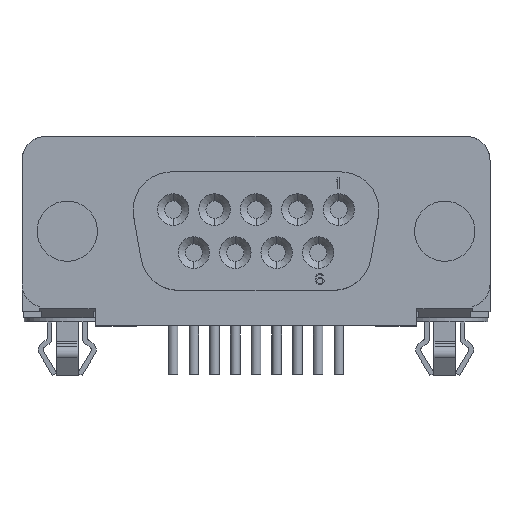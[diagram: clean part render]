
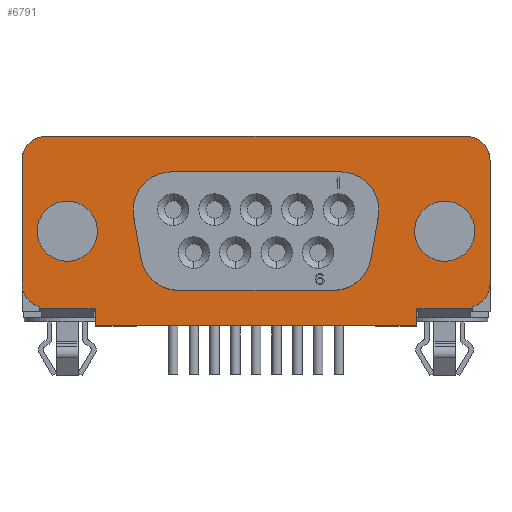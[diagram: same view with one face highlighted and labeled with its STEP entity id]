
A CAD part, top view. The second image highlights one B-rep face of the part: STEP entity #6791.
In plain terms, the highlighted planar face has unit normal (0, 0, 1).
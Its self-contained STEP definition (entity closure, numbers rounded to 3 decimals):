
#104=DIRECTION('',(0.,-1.,0.));
#105=VECTOR('',#104,8.185);
#106=CARTESIAN_POINT('',(-15.494,4.699,-6.071));
#107=LINE('',#106,#105);
#154=CARTESIAN_POINT('',(-5.598,1.382,-6.071));
#155=DIRECTION('',(0.,0.,1.));
#156=DIRECTION('',(0.,1.,0.));
#157=AXIS2_PLACEMENT_3D('',#154,#155,#156);
#159=DIRECTION('',(0.174,-0.985,0.));
#160=VECTOR('',#159,2.806);
#161=CARTESIAN_POINT('',(-8.1,0.941,-6.071));
#162=LINE('',#161,#160);
#163=CARTESIAN_POINT('',(-5.111,-1.382,-6.071));
#164=DIRECTION('',(0.,0.,1.));
#165=DIRECTION('',(-0.985,-0.174,0.));
#166=AXIS2_PLACEMENT_3D('',#163,#164,#165);
#168=DIRECTION('',(1.,0.,0.));
#169=VECTOR('',#168,10.222);
#170=CARTESIAN_POINT('',(-5.111,-3.922,-6.071));
#171=LINE('',#170,#169);
#172=CARTESIAN_POINT('',(5.111,-1.382,-6.071));
#173=DIRECTION('',(0.,0.,1.));
#174=DIRECTION('',(0.,-1.,0.));
#175=AXIS2_PLACEMENT_3D('',#172,#173,#174);
#177=DIRECTION('',(0.174,0.985,0.));
#178=VECTOR('',#177,2.806);
#179=CARTESIAN_POINT('',(7.612,-1.823,-6.071));
#180=LINE('',#179,#178);
#181=CARTESIAN_POINT('',(5.598,1.382,-6.071));
#182=DIRECTION('',(0.,0.,1.));
#183=DIRECTION('',(0.985,-0.174,0.));
#184=AXIS2_PLACEMENT_3D('',#181,#182,#183);
#186=DIRECTION('',(-1.,0.,0.));
#187=VECTOR('',#186,11.196);
#188=CARTESIAN_POINT('',(5.598,3.922,-6.071));
#189=LINE('',#188,#187);
#190=DIRECTION('',(0.,1.,0.));
#191=VECTOR('',#190,1.158);
#192=CARTESIAN_POINT('',(10.655,-6.274,-6.071));
#193=LINE('',#192,#191);
#194=DIRECTION('',(0.,1.,0.));
#195=VECTOR('',#194,1.158);
#196=CARTESIAN_POINT('',(-10.655,-6.274,-6.071));
#197=LINE('',#196,#195);
#198=DIRECTION('',(-1.,0.,0.));
#199=VECTOR('',#198,3.683);
#200=CARTESIAN_POINT('',(-10.655,-5.116,-6.071));
#201=LINE('',#200,#199);
#202=DIRECTION('',(0.,1.,0.));
#203=VECTOR('',#202,0.112);
#204=CARTESIAN_POINT('',(-14.338,-5.116,-6.071));
#205=LINE('',#204,#203);
#206=CARTESIAN_POINT('',(-13.919,-3.486,-6.071));
#207=DIRECTION('',(0.,0.,1.));
#208=DIRECTION('',(-1.,0.,0.));
#209=AXIS2_PLACEMENT_3D('',#206,#207,#208);
#211=CARTESIAN_POINT('',(-13.919,4.699,-6.071));
#212=DIRECTION('',(0.,0.,1.));
#213=DIRECTION('',(0.,1.,0.));
#214=AXIS2_PLACEMENT_3D('',#211,#212,#213);
#216=DIRECTION('',(1.,0.,0.));
#217=VECTOR('',#216,27.838);
#218=CARTESIAN_POINT('',(-13.919,6.274,-6.071));
#219=LINE('',#218,#217);
#220=CARTESIAN_POINT('',(13.919,4.699,-6.071));
#221=DIRECTION('',(0.,0.,1.));
#222=DIRECTION('',(1.,0.,0.));
#223=AXIS2_PLACEMENT_3D('',#220,#221,#222);
#225=CARTESIAN_POINT('',(13.919,-3.486,-6.071));
#226=DIRECTION('',(0.,0.,1.));
#227=DIRECTION('',(0.266,-0.964,0.));
#228=AXIS2_PLACEMENT_3D('',#225,#226,#227);
#230=DIRECTION('',(0.,-1.,0.));
#231=VECTOR('',#230,0.112);
#232=CARTESIAN_POINT('',(14.338,-5.004,-6.071));
#233=LINE('',#232,#231);
#234=DIRECTION('',(-1.,0.,0.));
#235=VECTOR('',#234,3.683);
#236=CARTESIAN_POINT('',(14.338,-5.116,-6.071));
#237=LINE('',#236,#235);
#238=CARTESIAN_POINT('',(12.497,0.,-6.071));
#239=DIRECTION('',(0.,0.,1.));
#240=DIRECTION('',(1.,0.,0.));
#241=AXIS2_PLACEMENT_3D('',#238,#239,#240);
#243=CARTESIAN_POINT('',(12.497,0.,-6.071));
#244=DIRECTION('',(0.,0.,1.));
#245=DIRECTION('',(-1.,0.,0.));
#246=AXIS2_PLACEMENT_3D('',#243,#244,#245);
#248=CARTESIAN_POINT('',(-12.497,0.,-6.071));
#249=DIRECTION('',(0.,0.,1.));
#250=DIRECTION('',(1.,0.,0.));
#251=AXIS2_PLACEMENT_3D('',#248,#249,#250);
#253=CARTESIAN_POINT('',(-12.497,0.,-6.071));
#254=DIRECTION('',(0.,0.,1.));
#255=DIRECTION('',(-1.,0.,0.));
#256=AXIS2_PLACEMENT_3D('',#253,#254,#255);
#1742=DIRECTION('',(1.,0.,0.));
#1743=VECTOR('',#1742,21.311);
#1744=CARTESIAN_POINT('',(-10.655,-6.274,-6.071));
#1745=LINE('',#1744,#1743);
#2576=DIRECTION('',(0.,-1.,0.));
#2577=VECTOR('',#2576,8.185);
#2578=CARTESIAN_POINT('',(15.494,4.699,-6.071));
#2579=LINE('',#2578,#2577);
#5186=CARTESIAN_POINT('',(-5.598,3.922,-6.071));
#5187=CARTESIAN_POINT('',(-8.1,0.941,-6.071));
#5188=VERTEX_POINT('',#5186);
#5189=VERTEX_POINT('',#5187);
#5190=CARTESIAN_POINT('',(-7.612,-1.823,-6.071));
#5191=VERTEX_POINT('',#5190);
#5192=CARTESIAN_POINT('',(-5.111,-3.922,-6.071));
#5193=VERTEX_POINT('',#5192);
#5194=CARTESIAN_POINT('',(5.111,-3.922,-6.071));
#5195=VERTEX_POINT('',#5194);
#5196=CARTESIAN_POINT('',(7.612,-1.823,-6.071));
#5197=VERTEX_POINT('',#5196);
#5198=CARTESIAN_POINT('',(8.1,0.941,-6.071));
#5199=VERTEX_POINT('',#5198);
#5200=CARTESIAN_POINT('',(5.598,3.922,-6.071));
#5201=VERTEX_POINT('',#5200);
#5210=CARTESIAN_POINT('',(10.655,-6.274,-6.071));
#5211=CARTESIAN_POINT('',(10.655,-5.116,-6.071));
#5212=VERTEX_POINT('',#5210);
#5213=VERTEX_POINT('',#5211);
#5214=CARTESIAN_POINT('',(-10.655,-6.274,-6.071));
#5215=VERTEX_POINT('',#5214);
#5306=CARTESIAN_POINT('',(14.338,-5.004,-6.071));
#5307=CARTESIAN_POINT('',(14.338,-5.116,-6.071));
#5308=VERTEX_POINT('',#5306);
#5309=VERTEX_POINT('',#5307);
#6446=CARTESIAN_POINT('',(-15.494,-3.486,-6.071));
#6447=VERTEX_POINT('',#6446);
#6448=CARTESIAN_POINT('',(15.494,-3.486,-6.071));
#6449=VERTEX_POINT('',#6448);
#6450=CARTESIAN_POINT('',(-10.655,-5.116,-6.071));
#6451=VERTEX_POINT('',#6450);
#6452=CARTESIAN_POINT('',(-14.338,-5.116,-6.071));
#6453=VERTEX_POINT('',#6452);
#6454=CARTESIAN_POINT('',(-14.338,-5.004,-6.071));
#6455=VERTEX_POINT('',#6454);
#6610=CARTESIAN_POINT('',(14.491,0.,-6.071));
#6611=CARTESIAN_POINT('',(10.503,0.,-6.071));
#6612=VERTEX_POINT('',#6610);
#6613=VERTEX_POINT('',#6611);
#6614=CARTESIAN_POINT('',(-10.503,0.,-6.071));
#6615=CARTESIAN_POINT('',(-14.491,0.,-6.071));
#6616=VERTEX_POINT('',#6614);
#6617=VERTEX_POINT('',#6615);
#6618=CARTESIAN_POINT('',(15.494,4.699,-6.071));
#6619=CARTESIAN_POINT('',(13.919,6.274,-6.071));
#6620=VERTEX_POINT('',#6618);
#6621=VERTEX_POINT('',#6619);
#6622=CARTESIAN_POINT('',(-13.919,6.274,-6.071));
#6623=CARTESIAN_POINT('',(-15.494,4.699,-6.071));
#6624=VERTEX_POINT('',#6622);
#6625=VERTEX_POINT('',#6623);
#6728=CARTESIAN_POINT('',(-15.494,6.274,-6.071));
#6729=DIRECTION('',(0.,0.,1.));
#6730=DIRECTION('',(0.,-1.,0.));
#6731=AXIS2_PLACEMENT_3D('',#6728,#6729,#6730);
#6732=PLANE('',#6731);
#6734=ORIENTED_EDGE('',*,*,#6733,.F.);
#6736=ORIENTED_EDGE('',*,*,#6735,.F.);
#6738=ORIENTED_EDGE('',*,*,#6737,.T.);
#6740=ORIENTED_EDGE('',*,*,#6739,.T.);
#6742=ORIENTED_EDGE('',*,*,#6741,.T.);
#6744=ORIENTED_EDGE('',*,*,#6743,.F.);
#6745=ORIENTED_EDGE('',*,*,#6647,.F.);
#6747=ORIENTED_EDGE('',*,*,#6746,.F.);
#6749=ORIENTED_EDGE('',*,*,#6748,.T.);
#6751=ORIENTED_EDGE('',*,*,#6750,.F.);
#6753=ORIENTED_EDGE('',*,*,#6752,.T.);
#6755=ORIENTED_EDGE('',*,*,#6754,.F.);
#6757=ORIENTED_EDGE('',*,*,#6756,.T.);
#6759=ORIENTED_EDGE('',*,*,#6758,.T.);
#6760=EDGE_LOOP('',(#6734,#6736,#6738,#6740,#6742,#6744,#6745,#6747,#6749,#6751,
#6753,#6755,#6757,#6759));
#6761=FACE_OUTER_BOUND('',#6760,.F.);
#6763=ORIENTED_EDGE('',*,*,#6762,.T.);
#6765=ORIENTED_EDGE('',*,*,#6764,.T.);
#6767=ORIENTED_EDGE('',*,*,#6766,.T.);
#6769=ORIENTED_EDGE('',*,*,#6768,.T.);
#6771=ORIENTED_EDGE('',*,*,#6770,.T.);
#6773=ORIENTED_EDGE('',*,*,#6772,.T.);
#6775=ORIENTED_EDGE('',*,*,#6774,.T.);
#6777=ORIENTED_EDGE('',*,*,#6776,.T.);
#6778=EDGE_LOOP('',(#6763,#6765,#6767,#6769,#6771,#6773,#6775,#6777));
#6779=FACE_BOUND('',#6778,.F.);
#6780=ORIENTED_EDGE('',*,*,#6718,.T.);
#6782=ORIENTED_EDGE('',*,*,#6781,.T.);
#6783=EDGE_LOOP('',(#6780,#6782));
#6784=FACE_BOUND('',#6783,.F.);
#6786=ORIENTED_EDGE('',*,*,#6785,.T.);
#6788=ORIENTED_EDGE('',*,*,#6787,.T.);
#6789=EDGE_LOOP('',(#6786,#6788));
#6790=FACE_BOUND('',#6789,.F.);
#6791=ADVANCED_FACE('',(#6761,#6779,#6784,#6790),#6732,.T.);
#158=CIRCLE('',#157,2.54);
#167=CIRCLE('',#166,2.54);
#176=CIRCLE('',#175,2.54);
#185=CIRCLE('',#184,2.54);
#210=CIRCLE('',#209,1.575);
#215=CIRCLE('',#214,1.575);
#224=CIRCLE('',#223,1.575);
#229=CIRCLE('',#228,1.575);
#242=CIRCLE('',#241,1.994);
#247=CIRCLE('',#246,1.994);
#252=CIRCLE('',#251,1.994);
#257=CIRCLE('',#256,1.994);
#6647=EDGE_CURVE('',#6625,#6447,#107,.T.);
#6718=EDGE_CURVE('',#6612,#6613,#242,.T.);
#6733=EDGE_CURVE('',#5212,#5213,#193,.T.);
#6735=EDGE_CURVE('',#5215,#5212,#1745,.T.);
#6737=EDGE_CURVE('',#5215,#6451,#197,.T.);
#6739=EDGE_CURVE('',#6451,#6453,#201,.T.);
#6741=EDGE_CURVE('',#6453,#6455,#205,.T.);
#6743=EDGE_CURVE('',#6447,#6455,#210,.T.);
#6746=EDGE_CURVE('',#6624,#6625,#215,.T.);
#6748=EDGE_CURVE('',#6624,#6621,#219,.T.);
#6750=EDGE_CURVE('',#6620,#6621,#224,.T.);
#6752=EDGE_CURVE('',#6620,#6449,#2579,.T.);
#6754=EDGE_CURVE('',#5308,#6449,#229,.T.);
#6756=EDGE_CURVE('',#5308,#5309,#233,.T.);
#6758=EDGE_CURVE('',#5309,#5213,#237,.T.);
#6762=EDGE_CURVE('',#5188,#5189,#158,.T.);
#6764=EDGE_CURVE('',#5189,#5191,#162,.T.);
#6766=EDGE_CURVE('',#5191,#5193,#167,.T.);
#6768=EDGE_CURVE('',#5193,#5195,#171,.T.);
#6770=EDGE_CURVE('',#5195,#5197,#176,.T.);
#6772=EDGE_CURVE('',#5197,#5199,#180,.T.);
#6774=EDGE_CURVE('',#5199,#5201,#185,.T.);
#6776=EDGE_CURVE('',#5201,#5188,#189,.T.);
#6781=EDGE_CURVE('',#6613,#6612,#247,.T.);
#6785=EDGE_CURVE('',#6616,#6617,#252,.T.);
#6787=EDGE_CURVE('',#6617,#6616,#257,.T.);
